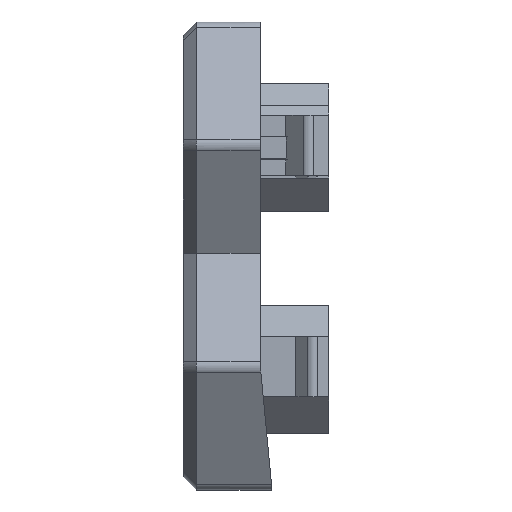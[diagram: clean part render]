
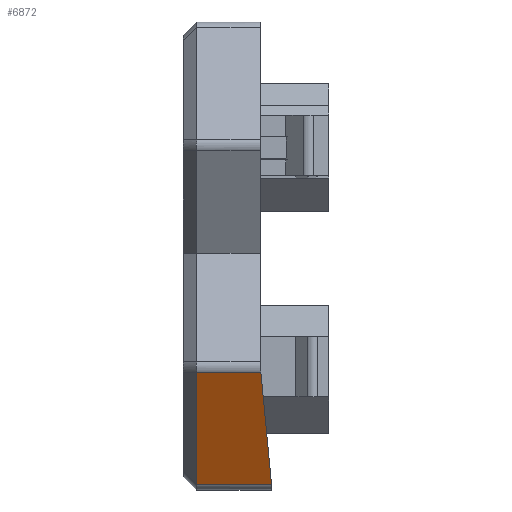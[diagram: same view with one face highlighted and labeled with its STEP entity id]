
A CAD part, left-side view. The second image highlights one B-rep face of the part: STEP entity #6872.
In plain terms, the highlighted planar face has unit normal (-0.866, 0, -0.5).
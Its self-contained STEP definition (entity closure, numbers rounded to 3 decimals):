
#85=ELLIPSE('',#7408,1.298,0.85);
#86=ELLIPSE('',#7413,1.298,0.85);
#295=PLANE('',#7414);
#659=FACE_OUTER_BOUND('',#1021,.T.);
#1021=EDGE_LOOP('',(#6184,#6185,#6186,#6187,#6188,#6189));
#1512=LINE('',#10561,#2220);
#1649=LINE('',#13194,#2357);
#1763=LINE('',#13479,#2471);
#1938=LINE('',#13975,#2646);
#2220=VECTOR('',#7933,10.);
#2357=VECTOR('',#8398,10.);
#2471=VECTOR('',#8648,10.);
#2646=VECTOR('',#9073,10.);
#2984=VERTEX_POINT('',#10558);
#2985=VERTEX_POINT('',#10560);
#3135=VERTEX_POINT('',#13191);
#3136=VERTEX_POINT('',#13193);
#3219=VERTEX_POINT('',#13468);
#3328=VERTEX_POINT('',#13974);
#3704=EDGE_CURVE('',#2984,#2985,#1512,.F.);
#3953=EDGE_CURVE('',#3136,#3135,#1649,.T.);
#4089=EDGE_CURVE('',#3219,#2984,#1763,.T.);
#4295=EDGE_CURVE('',#3328,#2985,#1938,.T.);
#4298=EDGE_CURVE('',#3135,#3328,#85,.T.);
#4301=EDGE_CURVE('',#3219,#3136,#86,.T.);
#6184=ORIENTED_EDGE('',*,*,#4295,.T.);
#6185=ORIENTED_EDGE('',*,*,#3704,.F.);
#6186=ORIENTED_EDGE('',*,*,#4089,.F.);
#6187=ORIENTED_EDGE('',*,*,#4301,.T.);
#6188=ORIENTED_EDGE('',*,*,#3953,.T.);
#6189=ORIENTED_EDGE('',*,*,#4298,.T.);
#6872=ADVANCED_FACE('',(#659),#295,.T.);
#7408=AXIS2_PLACEMENT_3D('',#13988,#9077,#9078);
#7413=AXIS2_PLACEMENT_3D('',#14004,#9088,#9089);
#7414=AXIS2_PLACEMENT_3D('',#14005,#9090,#9091);
#7933=DIRECTION('',(-0.498,0.082,0.863));
#8398=DIRECTION('',(0.5,0.,-0.866));
#8648=DIRECTION('',(0.,-1.,0.));
#9073=DIRECTION('',(0.,-1.,0.));
#9077=DIRECTION('center_axis',(-0.866,0.,
-0.5));
#9078=DIRECTION('ref_axis',(-0.25,0.866,0.433));
#9088=DIRECTION('center_axis',(-0.866,0.,
-0.5));
#9089=DIRECTION('ref_axis',(0.25,0.866,-0.433));
#9090=DIRECTION('center_axis',(-0.866,0.,
-0.5));
#9091=DIRECTION('ref_axis',(0.5,0.,-0.866));
#10558=CARTESIAN_POINT('',(-81.502,144.468,-28.903));
#10560=CARTESIAN_POINT('',(-77.84,143.866,-35.247));
#10561=CARTESIAN_POINT('',(-80.166,144.249,-31.217));
#13191=CARTESIAN_POINT('',(-77.84,148.095,-35.246));
#13193=CARTESIAN_POINT('',(-81.502,148.095,-28.904));
#13194=CARTESIAN_POINT('',(-79.659,148.095,-32.096));
#13468=CARTESIAN_POINT('',(-81.502,148.095,-28.903));
#13479=CARTESIAN_POINT('',(-81.502,144.494,-28.903));
#13974=CARTESIAN_POINT('',(-77.84,148.095,-35.247));
#13975=CARTESIAN_POINT('',(-77.84,144.494,-35.247));
#13988=CARTESIAN_POINT('Origin',(-77.666,146.892,-35.547));
#14004=CARTESIAN_POINT('Origin',(-81.675,146.892,-28.603));
#14005=CARTESIAN_POINT('Origin',(-78.295,148.094,-34.457));
